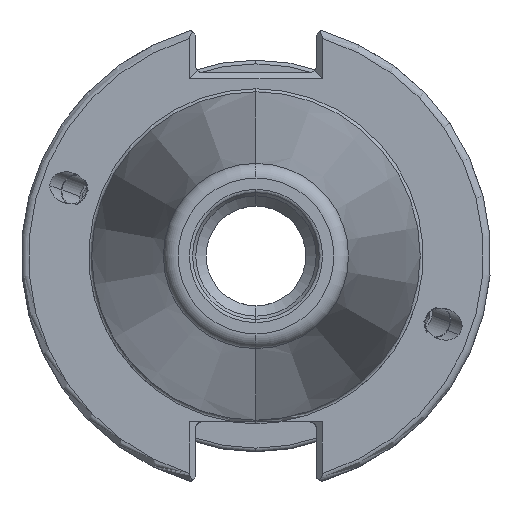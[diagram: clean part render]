
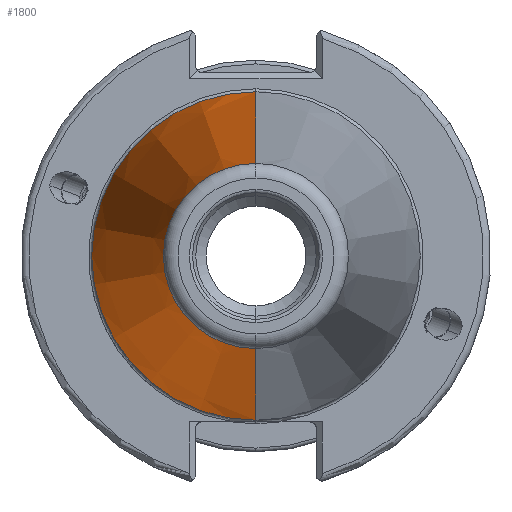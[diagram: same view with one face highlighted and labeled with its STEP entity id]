
A CAD part, left-side view. The second image highlights one B-rep face of the part: STEP entity #1800.
In plain terms, the highlighted conical face has half-angle 8.297 degrees and reference radius 22.225 mm.
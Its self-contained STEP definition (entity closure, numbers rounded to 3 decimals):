
#69 = AXIS2_PLACEMENT_3D ( 'NONE', #6101, #6514, #6539 ) ;
#178 = EDGE_CURVE ( 'NONE', #6532, #5417, #654, .T. ) ;
#571 = VERTEX_POINT ( 'NONE', #6181 ) ;
#644 = CARTESIAN_POINT ( 'NONE',  ( -226.539, 0., -12.522 ) ) ;
#654 = CIRCLE ( 'NONE', #3659, 12.522 ) ;
#746 = CARTESIAN_POINT ( 'NONE',  ( -160., 0., 22.225 ) ) ;
#1029 = DIRECTION ( 'NONE',  ( 0., 0., 1. ) ) ;
#1049 = DIRECTION ( 'NONE',  ( -1., 0., 0. ) ) ;
#1060 = CARTESIAN_POINT ( 'NONE',  ( -226.539, 0., 0. ) ) ;
#1258 = VERTEX_POINT ( 'NONE', #3448 ) ;
#1370 = EDGE_CURVE ( 'NONE', #5417, #1258, #5598, .T. ) ;
#1800 = ADVANCED_FACE ( 'NONE', ( #5318 ), #5305, .T. ) ;
#2309 = DIRECTION ( 'NONE',  ( 0.99, 0., -0.144 ) ) ;
#2452 = CARTESIAN_POINT ( 'NONE',  ( -160., 0., -22.225 ) ) ;
#3182 = CIRCLE ( 'NONE', #69, 22.225 ) ;
#3329 = VECTOR ( 'NONE', #5347, 1000. ) ;
#3350 = LINE ( 'NONE', #746, #3329 ) ;
#3448 = CARTESIAN_POINT ( 'NONE',  ( -160., 0., -22.225 ) ) ;
#3601 = ORIENTED_EDGE ( 'NONE', *, *, #178, .F. ) ;
#3606 = ORIENTED_EDGE ( 'NONE', *, *, #5038, .T. ) ;
#3612 = ORIENTED_EDGE ( 'NONE', *, *, #5448, .T. ) ;
#3618 = ORIENTED_EDGE ( 'NONE', *, *, #1370, .F. ) ;
#3659 = AXIS2_PLACEMENT_3D ( 'NONE', #1060, #1049, #1029 ) ;
#4109 = EDGE_LOOP ( 'NONE', ( #3601, #3606, #3612, #3618 ) ) ;
#4475 = DIRECTION ( 'NONE',  ( 0., 0., -1. ) ) ;
#5038 = EDGE_CURVE ( 'NONE', #6532, #571, #3350, .T. ) ;
#5305 = CONICAL_SURFACE ( 'NONE', #5607, 22.225, 0.145 ) ;
#5318 = FACE_OUTER_BOUND ( 'NONE', #4109, .T. ) ;
#5347 = DIRECTION ( 'NONE',  ( 0.99, 0., 0.144 ) ) ;
#5417 = VERTEX_POINT ( 'NONE', #644 ) ;
#5448 = EDGE_CURVE ( 'NONE', #571, #1258, #3182, .T. ) ;
#5581 = VECTOR ( 'NONE', #2309, 1000. ) ;
#5598 = LINE ( 'NONE', #2452, #5581 ) ;
#5607 = AXIS2_PLACEMENT_3D ( 'NONE', #5987, #5880, #4475 ) ;
#5880 = DIRECTION ( 'NONE',  ( 1., 0., 0. ) ) ;
#5987 = CARTESIAN_POINT ( 'NONE',  ( -160., 0., 0. ) ) ;
#6101 = CARTESIAN_POINT ( 'NONE',  ( -160., 0., 0. ) ) ;
#6169 = CARTESIAN_POINT ( 'NONE',  ( -226.539, 0., 12.522 ) ) ;
#6181 = CARTESIAN_POINT ( 'NONE',  ( -160., 0., 22.225 ) ) ;
#6514 = DIRECTION ( 'NONE',  ( -1., 0., 0. ) ) ;
#6532 = VERTEX_POINT ( 'NONE', #6169 ) ;
#6539 = DIRECTION ( 'NONE',  ( 0., 0., 1. ) ) ;
